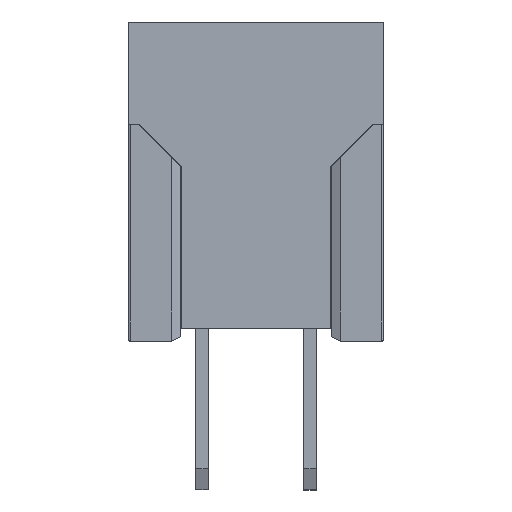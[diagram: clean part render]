
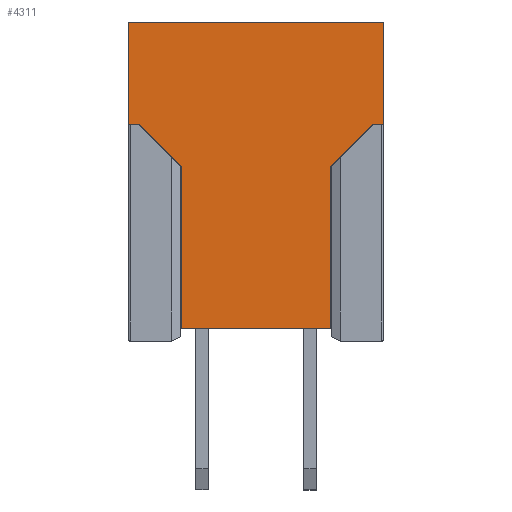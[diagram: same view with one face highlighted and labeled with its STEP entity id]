
A CAD part, left-side view. The second image highlights one B-rep face of the part: STEP entity #4311.
In plain terms, the highlighted face is planar.
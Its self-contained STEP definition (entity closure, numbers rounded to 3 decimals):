
#192 = VERTEX_POINT ( 'NONE', #15379 ) ;
#582 = CARTESIAN_POINT ( 'NONE',  ( 8.635, -1.75, 7.2 ) ) ;
#703 = AXIS2_PLACEMENT_3D ( 'NONE', #23430, #13234, #1174 ) ;
#863 = EDGE_CURVE ( 'NONE', #19694, #1485, #18574, .T. ) ;
#1174 = DIRECTION ( 'NONE',  ( 0., -1., 0. ) ) ;
#1230 = ORIENTED_EDGE ( 'NONE', *, *, #20187, .T. ) ;
#1444 = CARTESIAN_POINT ( 'NONE',  ( 8.635, 3., 0. ) ) ;
#1485 = VERTEX_POINT ( 'NONE', #25625 ) ;
#1696 = CARTESIAN_POINT ( 'NONE',  ( 8.635, 3., 2.4 ) ) ;
#2780 = EDGE_CURVE ( 'NONE', #17275, #19694, #6903, .T. ) ;
#3457 = DIRECTION ( 'NONE',  ( 0., 1., 0. ) ) ;
#3578 = CARTESIAN_POINT ( 'NONE',  ( 8.635, 1.75, 7.2 ) ) ;
#4200 = CARTESIAN_POINT ( 'NONE',  ( 8.635, -3., 0. ) ) ;
#4311 = ADVANCED_FACE ( 'NONE', ( #10606 ), #11187, .F. ) ;
#4600 = VECTOR ( 'NONE', #13859, 1000. ) ;
#4684 = LINE ( 'NONE', #7757, #20981 ) ;
#4817 = EDGE_CURVE ( 'NONE', #192, #17620, #13448, .T. ) ;
#5347 = VECTOR ( 'NONE', #7199, 1000. ) ;
#5876 = CARTESIAN_POINT ( 'NONE',  ( 8.635, 2.525, 7.675 ) ) ;
#6199 = CARTESIAN_POINT ( 'NONE',  ( 8.635, -1.75, 3.4 ) ) ;
#6358 = ORIENTED_EDGE ( 'NONE', *, *, #25162, .T. ) ;
#6635 = EDGE_LOOP ( 'NONE', ( #21251, #24047, #24441, #12072, #17464, #23870, #6358, #25997, #1230, #7469 ) ) ;
#6761 = CARTESIAN_POINT ( 'NONE',  ( 8.635, 1.75, 3.4 ) ) ;
#6800 = EDGE_CURVE ( 'NONE', #17620, #16669, #21621, .T. ) ;
#6903 = LINE ( 'NONE', #582, #24858 ) ;
#7199 = DIRECTION ( 'NONE',  ( 0., -1., 0. ) ) ;
#7469 = ORIENTED_EDGE ( 'NONE', *, *, #23154, .F. ) ;
#7757 = CARTESIAN_POINT ( 'NONE',  ( 8.635, 3., 7.2 ) ) ;
#7820 = CARTESIAN_POINT ( 'NONE',  ( 8.635, 3., 2.4 ) ) ;
#7894 = DIRECTION ( 'NONE',  ( 0., -0.707, -0.707 ) ) ;
#8472 = CARTESIAN_POINT ( 'NONE',  ( 8.635, -3., 2.4 ) ) ;
#8805 = EDGE_CURVE ( 'NONE', #17494, #192, #10013, .T. ) ;
#9757 = DIRECTION ( 'NONE',  ( 0., -1., 0. ) ) ;
#9791 = DIRECTION ( 'NONE',  ( 0., 1., 0. ) ) ;
#9985 = VECTOR ( 'NONE', #9757, 1000. ) ;
#10013 = LINE ( 'NONE', #1696, #9985 ) ;
#10215 = CARTESIAN_POINT ( 'NONE',  ( 8.635, -3., 7.2 ) ) ;
#10388 = DIRECTION ( 'NONE',  ( 0., -0.707, 0.707 ) ) ;
#10606 = FACE_OUTER_BOUND ( 'NONE', #6635, .T. ) ;
#10863 = EDGE_CURVE ( 'NONE', #17275, #16669, #4684, .T. ) ;
#10878 = CARTESIAN_POINT ( 'NONE',  ( 8.635, 1.75, 7.2 ) ) ;
#11180 = CARTESIAN_POINT ( 'NONE',  ( 8.635, 3., 2.4 ) ) ;
#11187 = PLANE ( 'NONE',  #703 ) ;
#11328 = LINE ( 'NONE', #11180, #5347 ) ;
#12072 = ORIENTED_EDGE ( 'NONE', *, *, #10863, .F. ) ;
#12230 = DIRECTION ( 'NONE',  ( 0., 0., -1. ) ) ;
#12611 = DIRECTION ( 'NONE',  ( 0., 0., -1. ) ) ;
#12987 = CARTESIAN_POINT ( 'NONE',  ( 8.635, -1.75, 7.2 ) ) ;
#13234 = DIRECTION ( 'NONE',  ( -1., 0., 0. ) ) ;
#13303 = LINE ( 'NONE', #10215, #23555 ) ;
#13327 = VERTEX_POINT ( 'NONE', #4200 ) ;
#13425 = VECTOR ( 'NONE', #10388, 1000. ) ;
#13448 = LINE ( 'NONE', #20543, #13425 ) ;
#13859 = DIRECTION ( 'NONE',  ( 0., 0., -1. ) ) ;
#14352 = VERTEX_POINT ( 'NONE', #8472 ) ;
#15379 = CARTESIAN_POINT ( 'NONE',  ( 8.635, 2.75, 2.4 ) ) ;
#15504 = CARTESIAN_POINT ( 'NONE',  ( 8.635, 3., 0. ) ) ;
#16669 = VERTEX_POINT ( 'NONE', #10878 ) ;
#17275 = VERTEX_POINT ( 'NONE', #12987 ) ;
#17464 = ORIENTED_EDGE ( 'NONE', *, *, #2780, .T. ) ;
#17494 = VERTEX_POINT ( 'NONE', #7820 ) ;
#17620 = VERTEX_POINT ( 'NONE', #6761 ) ;
#17691 = DIRECTION ( 'NONE',  ( 0., 0., 1. ) ) ;
#18292 = VECTOR ( 'NONE', #7894, 1000. ) ;
#18574 = LINE ( 'NONE', #5876, #18292 ) ;
#19694 = VERTEX_POINT ( 'NONE', #6199 ) ;
#20187 = EDGE_CURVE ( 'NONE', #13327, #20465, #22708, .T. ) ;
#20465 = VERTEX_POINT ( 'NONE', #15504 ) ;
#20543 = CARTESIAN_POINT ( 'NONE',  ( 8.635, 0.475, 4.675 ) ) ;
#20981 = VECTOR ( 'NONE', #9791, 1000. ) ;
#21072 = EDGE_CURVE ( 'NONE', #14352, #13327, #13303, .T. ) ;
#21251 = ORIENTED_EDGE ( 'NONE', *, *, #8805, .T. ) ;
#21375 = VECTOR ( 'NONE', #17691, 1000. ) ;
#21621 = LINE ( 'NONE', #3578, #21375 ) ;
#22067 = VECTOR ( 'NONE', #3457, 1000. ) ;
#22708 = LINE ( 'NONE', #1444, #22067 ) ;
#23154 = EDGE_CURVE ( 'NONE', #17494, #20465, #26197, .T. ) ;
#23430 = CARTESIAN_POINT ( 'NONE',  ( 8.635, 3., 7.2 ) ) ;
#23555 = VECTOR ( 'NONE', #12230, 1000. ) ;
#23870 = ORIENTED_EDGE ( 'NONE', *, *, #863, .T. ) ;
#24047 = ORIENTED_EDGE ( 'NONE', *, *, #4817, .T. ) ;
#24055 = CARTESIAN_POINT ( 'NONE',  ( 8.635, 3., 7.2 ) ) ;
#24441 = ORIENTED_EDGE ( 'NONE', *, *, #6800, .T. ) ;
#24858 = VECTOR ( 'NONE', #12611, 1000. ) ;
#25162 = EDGE_CURVE ( 'NONE', #1485, #14352, #11328, .T. ) ;
#25625 = CARTESIAN_POINT ( 'NONE',  ( 8.635, -2.75, 2.4 ) ) ;
#25997 = ORIENTED_EDGE ( 'NONE', *, *, #21072, .T. ) ;
#26197 = LINE ( 'NONE', #24055, #4600 ) ;
